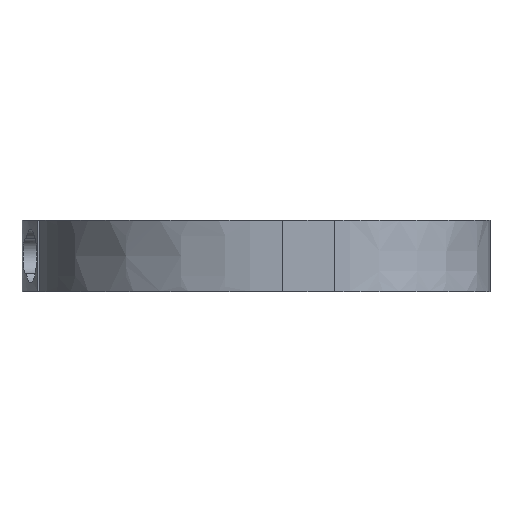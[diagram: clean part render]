
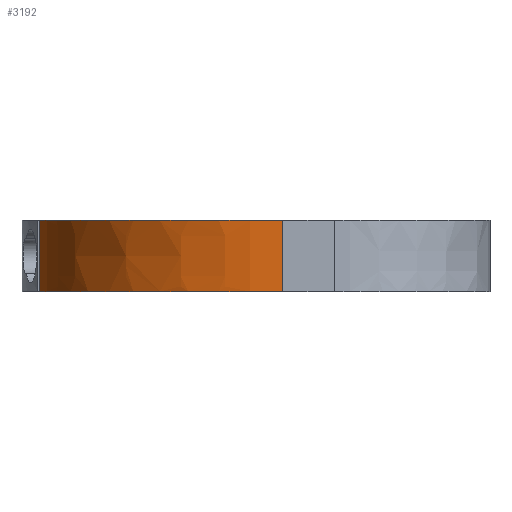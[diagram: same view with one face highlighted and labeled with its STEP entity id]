
A CAD part, left-side view. The second image highlights one B-rep face of the part: STEP entity #3192.
In plain terms, the highlighted face is a extrusion surface.
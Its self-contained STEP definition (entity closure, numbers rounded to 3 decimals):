
#53=CARTESIAN_POINT('',(-31.76,-3.84,0.));
#54=CARTESIAN_POINT('',(-31.76,-2.782,0.));
#55=CARTESIAN_POINT('',(-31.55,-1.012,0.));
#56=CARTESIAN_POINT('',(-31.021,1.493,0.));
#57=CARTESIAN_POINT('',(-30.374,3.553,0.));
#58=CARTESIAN_POINT('',(-29.424,5.765,0.));
#59=CARTESIAN_POINT('',(-28.126,8.095,0.));
#60=CARTESIAN_POINT('',(-26.263,10.607,0.));
#61=CARTESIAN_POINT('',(-23.838,13.036,0.));
#62=CARTESIAN_POINT('',(-20.943,15.166,0.));
#63=CARTESIAN_POINT('',(-17.22,16.999,0.));
#64=CARTESIAN_POINT('',(-14.506,17.955,0.));
#65=CARTESIAN_POINT('',(-12.9,18.421,0.));
#145=DIRECTION('',(0.,0.,-1.));
#146=VECTOR('',#145,6.5);
#147=CARTESIAN_POINT('',(-12.9,18.421,0.));
#148=LINE('',#147,#146);
#194=DIRECTION('',(0.,0.,-1.));
#195=VECTOR('',#194,6.5);
#196=CARTESIAN_POINT('',(-31.76,-3.84,0.));
#197=LINE('',#196,#195);
#894=CARTESIAN_POINT('',(-31.76,-3.84,-6.5));
#895=CARTESIAN_POINT('',(-31.76,-2.782,-6.5));
#896=CARTESIAN_POINT('',(-31.55,-1.012,-6.5));
#897=CARTESIAN_POINT('',(-31.021,1.493,-6.5));
#898=CARTESIAN_POINT('',(-30.374,3.553,-6.5));
#899=CARTESIAN_POINT('',(-29.424,5.765,-6.5));
#900=CARTESIAN_POINT('',(-28.126,8.095,-6.5));
#901=CARTESIAN_POINT('',(-26.263,10.607,-6.5));
#902=CARTESIAN_POINT('',(-23.838,13.036,-6.5));
#903=CARTESIAN_POINT('',(-20.943,15.166,-6.5));
#904=CARTESIAN_POINT('',(-17.22,16.999,-6.5));
#905=CARTESIAN_POINT('',(-14.506,17.955,-6.5));
#906=CARTESIAN_POINT('',(-12.9,18.421,-6.5));
#2582=CARTESIAN_POINT('',(-31.76,-3.84,0.));
#2583=VERTEX_POINT('',#2582);
#2589=CARTESIAN_POINT('',(-31.76,-3.84,-6.5));
#2590=VERTEX_POINT('',#2589);
#2832=CARTESIAN_POINT('',(-12.9,18.421,0.));
#2833=VERTEX_POINT('',#2832);
#2846=CARTESIAN_POINT('',(-12.9,18.421,-6.5));
#2847=VERTEX_POINT('',#2846);
#3163=CARTESIAN_POINT('',(-31.754,-4.245,0.));
#3164=CARTESIAN_POINT('',(-31.758,-4.11,0.));
#3165=CARTESIAN_POINT('',(-31.776,-2.917,0.));
#3166=CARTESIAN_POINT('',(-31.55,-1.012,0.));
#3167=CARTESIAN_POINT('',(-31.021,1.493,0.));
#3168=CARTESIAN_POINT('',(-30.374,3.553,0.));
#3169=CARTESIAN_POINT('',(-29.424,5.765,0.));
#3170=CARTESIAN_POINT('',(-28.126,8.095,0.));
#3171=CARTESIAN_POINT('',(-26.263,10.607,0.));
#3172=CARTESIAN_POINT('',(-23.838,13.036,0.));
#3173=CARTESIAN_POINT('',(-20.943,15.166,0.));
#3174=CARTESIAN_POINT('',(-16.781,17.214,0.));
#3175=CARTESIAN_POINT('',(-12.317,18.688,0.));
#3176=CARTESIAN_POINT('',(-7.721,19.655,0.));
#3177=CARTESIAN_POINT('',(-5.074,20.018,0.));
#3178=CARTESIAN_POINT('',(-3.73,19.998,0.));
#3179=CARTESIAN_POINT('',(-3.594,19.994,0.));
#3181=DIRECTION('',(0.,0.,-1.));
#3182=VECTOR('',#3181,1.);
#3183=SURFACE_OF_LINEAR_EXTRUSION('',#3180,#3182);
#3184=ORIENTED_EDGE('',*,*,#3118,.F.);
#3185=ORIENTED_EDGE('',*,*,#3023,.F.);
#3187=ORIENTED_EDGE('',*,*,#3186,.T.);
#3189=ORIENTED_EDGE('',*,*,#3188,.T.);
#3190=EDGE_LOOP('',(#3184,#3185,#3187,#3189));
#3191=FACE_OUTER_BOUND('',#3190,.F.);
#3192=ADVANCED_FACE('',(#3191),#3183,.T.);
#66=B_SPLINE_CURVE_WITH_KNOTS('',3,(#53,#54,#55,#56,#57,#58,#59,#60,#61,#62,#63,
#64,#65),.UNSPECIFIED.,.F.,.F.,(4,1,1,1,1,1,1,1,1,1,4),(0.,0.101,
0.169,0.245,0.307,0.399,
0.499,0.605,0.726,0.84,1.),
.UNSPECIFIED.);
#907=B_SPLINE_CURVE_WITH_KNOTS('',3,(#894,#895,#896,#897,#898,#899,#900,#901,
#902,#903,#904,#905,#906),.UNSPECIFIED.,.F.,.F.,(4,1,1,1,1,1,1,1,1,1,4),(0.,
0.101,0.169,0.245,0.307,
0.399,0.499,0.605,0.726,
0.84,1.),.UNSPECIFIED.);
#3023=EDGE_CURVE('',#2583,#2833,#66,.T.);
#3118=EDGE_CURVE('',#2833,#2847,#148,.T.);
#3180=B_SPLINE_CURVE_WITH_KNOTS('',3,(#3163,#3164,#3165,#3166,#3167,#3168,#3169,
#3170,#3171,#3172,#3173,#3174,#3175,#3176,#3177,#3178,#3179),.UNSPECIFIED.,.F.,
.F.,(4,1,1,1,1,1,1,1,1,1,1,1,1,1,4),(0.,0.01,0.087,
0.139,0.196,0.243,0.313,
0.389,0.47,0.562,0.649,
0.806,0.902,0.99,1.),.UNSPECIFIED.);
#3186=EDGE_CURVE('',#2583,#2590,#197,.T.);
#3188=EDGE_CURVE('',#2590,#2847,#907,.T.);
